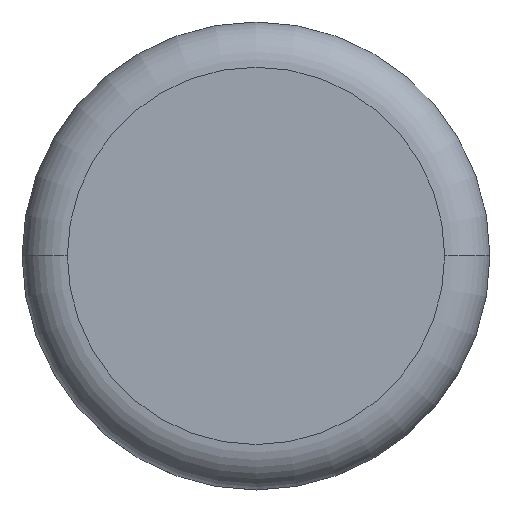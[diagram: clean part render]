
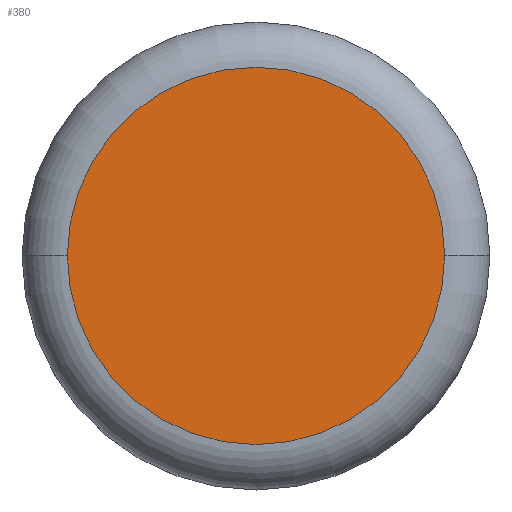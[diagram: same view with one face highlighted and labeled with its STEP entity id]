
A CAD part, top view. The second image highlights one B-rep face of the part: STEP entity #380.
In plain terms, the highlighted planar face has unit normal (0, 0, 1).
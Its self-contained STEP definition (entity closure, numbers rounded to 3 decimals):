
#284=EDGE_CURVE('',#444,#320,#680,.T.);
#320=VERTEX_POINT('',#724);
#364=EDGE_CURVE('',#320,#444,#772,.T.);
#380=ADVANCED_FACE('',(#791),#792,.T.);
#444=VERTEX_POINT('',#862);
#680=CIRCLE('',#1129,12.5);
#724=CARTESIAN_POINT('',(-12.5,0.,29.0));
#772=CIRCLE('',#1262,12.5);
#791=FACE_OUTER_BOUND('',#1283,.T.);
#792=PLANE('',#1284);
#862=CARTESIAN_POINT('',(12.5,0.,29.0));
#1129=AXIS2_PLACEMENT_3D('',#1702,#1703,#1704);
#1262=AXIS2_PLACEMENT_3D('',#1820,#1821,#1822);
#1283=EDGE_LOOP('',(#1853,#1854));
#1284=AXIS2_PLACEMENT_3D('',#1855,#1856,#1857);
#1702=CARTESIAN_POINT('',(0.0,0.,29.0));
#1703=DIRECTION('',(-0.0,0.0,-1.0));
#1704=DIRECTION('',(-1.0,0.0,0.0));
#1820=CARTESIAN_POINT('',(0.0,0.,29.0));
#1821=DIRECTION('',(-0.0,0.0,-1.0));
#1822=DIRECTION('',(-1.0,0.0,0.0));
#1853=ORIENTED_EDGE('',*,*,#284,.F.);
#1854=ORIENTED_EDGE('',*,*,#364,.F.);
#1855=CARTESIAN_POINT('',(-7.0,0.,29.0));
#1856=DIRECTION('',(0.0,0.0,1.0));
#1857=DIRECTION('',(-1.0,0.,0.0));
